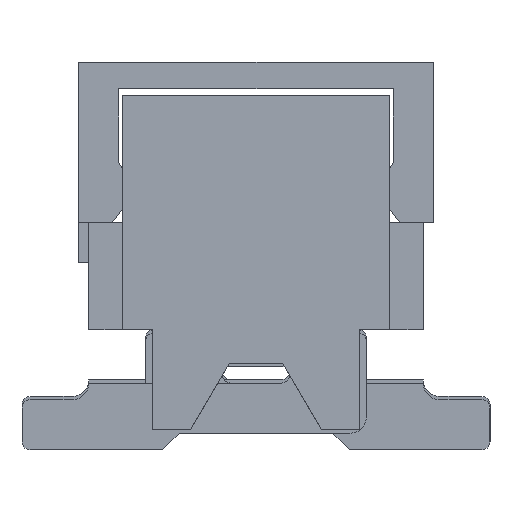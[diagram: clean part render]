
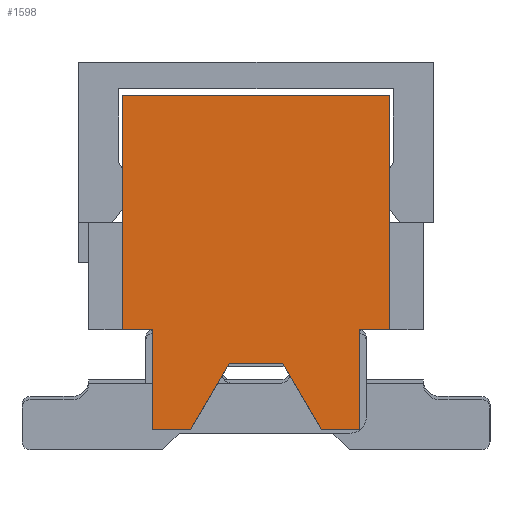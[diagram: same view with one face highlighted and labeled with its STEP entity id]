
A CAD part, left-side view. The second image highlights one B-rep face of the part: STEP entity #1598.
In plain terms, the highlighted planar face has unit normal (-1, 0, 0).
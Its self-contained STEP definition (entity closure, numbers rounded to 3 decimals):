
#1598 = ADVANCED_FACE( '', ( #3525 ), #3526, .F. );
#3525 = FACE_OUTER_BOUND( '', #5891, .T. );
#3526 = PLANE( '', #5892 );
#5891 = EDGE_LOOP( '', ( #10152, #10153, #10154, #10155, #10156, #10157, #10158, #10159, #10160, #10161, #10162, #10163, #10164, #10165 ) );
#5892 = AXIS2_PLACEMENT_3D( '', #10166, #10167, #10168 );
#10152 = ORIENTED_EDGE( '', *, *, #16419, .F. );
#10153 = ORIENTED_EDGE( '', *, *, #16420, .F. );
#10154 = ORIENTED_EDGE( '', *, *, #16421, .F. );
#10155 = ORIENTED_EDGE( '', *, *, #15616, .F. );
#10156 = ORIENTED_EDGE( '', *, *, #16422, .F. );
#10157 = ORIENTED_EDGE( '', *, *, #16423, .F. );
#10158 = ORIENTED_EDGE( '', *, *, #16424, .F. );
#10159 = ORIENTED_EDGE( '', *, *, #16425, .F. );
#10160 = ORIENTED_EDGE( '', *, *, #15061, .F. );
#10161 = ORIENTED_EDGE( '', *, *, #16426, .F. );
#10162 = ORIENTED_EDGE( '', *, *, #15143, .T. );
#10163 = ORIENTED_EDGE( '', *, *, #16427, .F. );
#10164 = ORIENTED_EDGE( '', *, *, #16428, .F. );
#10165 = ORIENTED_EDGE( '', *, *, #15861, .F. );
#10166 = CARTESIAN_POINT( '', ( -10.425, 0., 0. ) );
#10167 = DIRECTION( '', ( 1., 0., 0. ) );
#10168 = DIRECTION( '', ( 0., 0., -1. ) );
#15061 = EDGE_CURVE( '', #18237, #18229, #18239, .T. );
#15143 = EDGE_CURVE( '', #18385, #18157, #18386, .T. );
#15616 = EDGE_CURVE( '', #19195, #19191, #19197, .T. );
#15861 = EDGE_CURVE( '', #19599, #19600, #19601, .T. );
#16419 = EDGE_CURVE( '', #20463, #19599, #20464, .T. );
#16420 = EDGE_CURVE( '', #20465, #20463, #20466, .T. );
#16421 = EDGE_CURVE( '', #19191, #20465, #20467, .T. );
#16422 = EDGE_CURVE( '', #20468, #19195, #20469, .T. );
#16423 = EDGE_CURVE( '', #20470, #20468, #20471, .T. );
#16424 = EDGE_CURVE( '', #20472, #20470, #20473, .T. );
#16425 = EDGE_CURVE( '', #18229, #20472, #20474, .T. );
#16426 = EDGE_CURVE( '', #18385, #18237, #20475, .T. );
#16427 = EDGE_CURVE( '', #20476, #18157, #20477, .T. );
#16428 = EDGE_CURVE( '', #19600, #20476, #20478, .T. );
#18157 = VERTEX_POINT( '', #22722 );
#18229 = VERTEX_POINT( '', #22825 );
#18237 = VERTEX_POINT( '', #22837 );
#18239 = LINE( '', #22840, #22841 );
#18385 = VERTEX_POINT( '', #23051 );
#18386 = LINE( '', #23052, #23053 );
#19191 = VERTEX_POINT( '', #24231 );
#19195 = VERTEX_POINT( '', #24237 );
#19197 = LINE( '', #24240, #24241 );
#19599 = VERTEX_POINT( '', #24832 );
#19600 = VERTEX_POINT( '', #24833 );
#19601 = LINE( '', #24834, #24835 );
#20463 = VERTEX_POINT( '', #26138 );
#20464 = LINE( '', #26139, #26140 );
#20465 = VERTEX_POINT( '', #26141 );
#20466 = LINE( '', #26142, #26143 );
#20467 = LINE( '', #26144, #26145 );
#20468 = VERTEX_POINT( '', #26146 );
#20469 = LINE( '', #26147, #26148 );
#20470 = VERTEX_POINT( '', #26149 );
#20471 = LINE( '', #26150, #26151 );
#20472 = VERTEX_POINT( '', #26152 );
#20473 = LINE( '', #26153, #26154 );
#20474 = LINE( '', #26155, #26156 );
#20475 = LINE( '', #26157, #26158 );
#20476 = VERTEX_POINT( '', #26159 );
#20477 = LINE( '', #26160, #26161 );
#20478 = LINE( '', #26162, #26163 );
#22722 = CARTESIAN_POINT( '', ( -10.425, -2., 0.8 ) );
#22825 = CARTESIAN_POINT( '', ( -10.425, -1.55, -2.3 ) );
#22837 = CARTESIAN_POINT( '', ( -10.425, -1.55, -0.8 ) );
#22840 = CARTESIAN_POINT( '', ( -10.425, -1.55, -0.8 ) );
#22841 = VECTOR( '', #28955, 1000. );
#23051 = CARTESIAN_POINT( '', ( -10.425, -2., -0.8 ) );
#23052 = CARTESIAN_POINT( '', ( -10.425, -2., -0.8 ) );
#23053 = VECTOR( '', #29026, 1000. );
#24231 = CARTESIAN_POINT( '', ( -10.425, 1.55, -2.3 ) );
#24237 = CARTESIAN_POINT( '', ( -10.425, 0.98, -2.3 ) );
#24240 = CARTESIAN_POINT( '', ( -10.425, 0.98, -2.3 ) );
#24241 = VECTOR( '', #29451, 1000. );
#24832 = CARTESIAN_POINT( '', ( -10.425, 2., 0.8 ) );
#24833 = CARTESIAN_POINT( '', ( -10.425, 2., 2.7 ) );
#24834 = CARTESIAN_POINT( '', ( -10.425, 2., 0.8 ) );
#24835 = VECTOR( '', #29650, 1000. );
#26138 = CARTESIAN_POINT( '', ( -10.425, 2., -0.8 ) );
#26139 = CARTESIAN_POINT( '', ( -10.425, 2., -0.8 ) );
#26140 = VECTOR( '', #30095, 1000. );
#26141 = CARTESIAN_POINT( '', ( -10.425, 1.55, -0.8 ) );
#26142 = CARTESIAN_POINT( '', ( -10.425, 2.5, -0.8 ) );
#26143 = VECTOR( '', #30096, 1000. );
#26144 = CARTESIAN_POINT( '', ( -10.425, 1.55, -0.8 ) );
#26145 = VECTOR( '', #30097, 1000. );
#26146 = CARTESIAN_POINT( '', ( -10.425, 0.4, -1.3 ) );
#26147 = CARTESIAN_POINT( '', ( -10.425, 0.4, -1.3 ) );
#26148 = VECTOR( '', #30098, 1000. );
#26149 = CARTESIAN_POINT( '', ( -10.425, -0.4, -1.3 ) );
#26150 = CARTESIAN_POINT( '', ( -10.425, -0.4, -1.3 ) );
#26151 = VECTOR( '', #30099, 1000. );
#26152 = CARTESIAN_POINT( '', ( -10.425, -0.98, -2.3 ) );
#26153 = CARTESIAN_POINT( '', ( -10.425, -0.98, -2.3 ) );
#26154 = VECTOR( '', #30100, 1000. );
#26155 = CARTESIAN_POINT( '', ( -10.425, -1.55, -2.3 ) );
#26156 = VECTOR( '', #30101, 1000. );
#26157 = CARTESIAN_POINT( '', ( -10.425, -2.5, -0.8 ) );
#26158 = VECTOR( '', #30102, 1000. );
#26159 = CARTESIAN_POINT( '', ( -10.425, -2., 2.7 ) );
#26160 = CARTESIAN_POINT( '', ( -10.425, -2., 2.7 ) );
#26161 = VECTOR( '', #30103, 1000. );
#26162 = CARTESIAN_POINT( '', ( -10.425, 2., 2.7 ) );
#26163 = VECTOR( '', #30104, 1000. );
#28955 = DIRECTION( '', ( 0., 0., -1. ) );
#29026 = DIRECTION( '', ( 0., 0., 1. ) );
#29451 = DIRECTION( '', ( 0., 1., 0. ) );
#29650 = DIRECTION( '', ( 0., 0., 1. ) );
#30095 = DIRECTION( '', ( 0., 0., 1. ) );
#30096 = DIRECTION( '', ( 0., 1., 0. ) );
#30097 = DIRECTION( '', ( 0., 0., 1. ) );
#30098 = DIRECTION( '', ( 0., 0.502, -0.865 ) );
#30099 = DIRECTION( '', ( 0., 1., 0. ) );
#30100 = DIRECTION( '', ( 0., 0.502, 0.865 ) );
#30101 = DIRECTION( '', ( 0., 1., 0. ) );
#30102 = DIRECTION( '', ( 0., 1., 0. ) );
#30103 = DIRECTION( '', ( 0., 0., -1. ) );
#30104 = DIRECTION( '', ( 0., -1., 0. ) );
